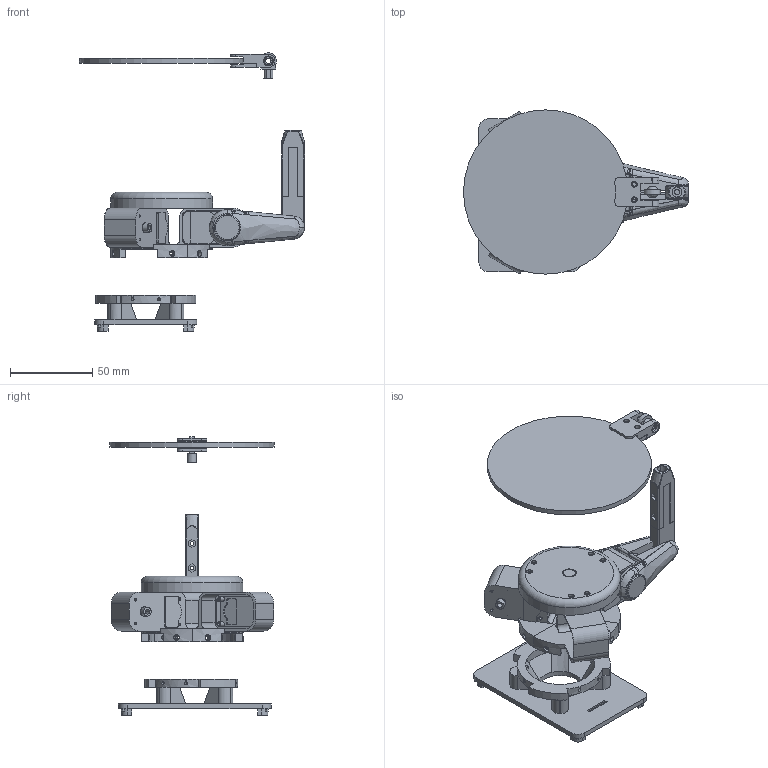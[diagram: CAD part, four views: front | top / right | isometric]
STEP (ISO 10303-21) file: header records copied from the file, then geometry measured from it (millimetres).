
FILE_DESCRIPTION(/* description */ ('FreeCAD Model'),/* implementation_level */ '2;1');
FILE_NAME(/* name */ 'asm-Assembly v4.step',/* time_stamp */ '2024-09-27T20:28:17+09:00',/* author */ (''),/* organization */ (''),/* preprocessor_version */ 'ST-DEVELOPER v20',/* originating_system */ 'Autodesk Translation Framework v13.14.0.145',/* authorisation */ '');
FILE_SCHEMA (('AUTOMOTIVE_DESIGN { 1 0 10303 214 3 1 1 }'));
Length unit declared in the file: millimetre
Products named in the file (36): Assembly; Assembly_1; Body; Assembly_2; Body_1; Assembly_3; Body_2; Assembly_4; Body_3; Assembly_5; Body_4; Assembly_6; Body_5; Assembly_7; Body_6; Assembly_8; Body_7; Assembly_9; Body_8; Assembly_10; Body_9; Assembly_11; Body_10; Assembly_12; Body_11; Assembly_13; Body_12; Assembly_14; Body_13; Assembly_15; Body_14; Assembly_16; Body_15; Assembly_17; Body_16; Fillet024
Assembly tree (36 placements, depth 3):
  Assembly
    Assembly_1
      Body
    Assembly_2
      Body_1
    Assembly_3
      Body_2
    Assembly_4
      Body_3
    Assembly_5
      Body_4
    Assembly_7  x2
      Body_6
    Assembly_6
      Body_5
    Assembly_8
      Body_7
    Assembly_9
      Body_8
    Assembly_10
      Body_9
    Assembly_11
      Body_10
    Assembly_12
      Body_11
    Assembly_13
      Body_12
    Assembly_14
      Body_13
    Assembly_15
      Body_14
    Assembly_16
      Body_15
    Assembly_17
      Body_16
    Fillet024
Bounding box: 137 x 100 x 169.63 mm (x, y, z)
Volume: 129818.7 mm3; surface area: 97050.8 mm2
Topology: 21 solids, 21 shells, 1030 faces, 2672 edges, 1749 vertices
Faces by surface type: plane 491, cylinder 392, bspline 90, torus 46, cone 6, sphere 5
Full cylindrical faces by diameter (mm): 1.5 x12, 1.7 x11, 1.9 x26, 2.2 x28, 2.3 x4, 2.9 x1, 3 x4, 3.2 x3, 3.3 x1, 3.5 x18, 5.4 x3, 5.6 x2, 6 x6, 7.5 x1, 8 x2, 8.5 x1, 9 x3, 10 x2, 10.4 x3, 11.5 x1, 15.4 x1, 16 x4, 17 x3, 27.8 x1, 56 x1, 62 x1, 100 x1
Entity records: 44078 total; most frequent: CARTESIAN_POINT 17654, DIRECTION 5431, ORIENTED_EDGE 5316, EDGE_CURVE 2658, AXIS2_PLACEMENT_3D 2009, VERTEX_POINT 1741, LINE 1413, VECTOR 1413
